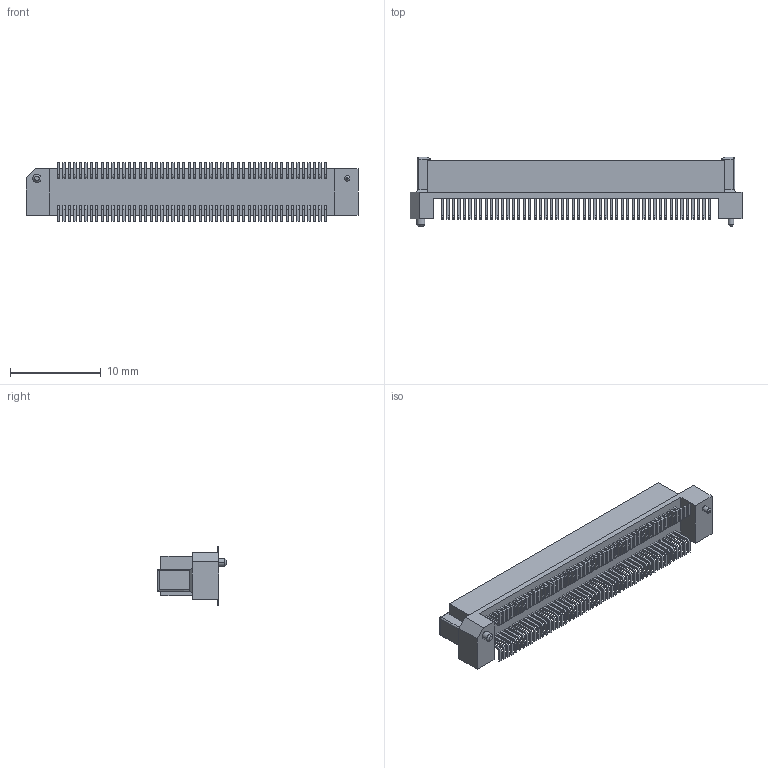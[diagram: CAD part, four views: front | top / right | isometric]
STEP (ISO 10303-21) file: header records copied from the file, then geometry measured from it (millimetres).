
FILE_DESCRIPTION(('OneSpaceDesigner STEP Export'),'2;1');
FILE_NAME('FX8C-100P-SV2.stp','2007-03-20T18:07:22',(''),(''),'OneSpace Designer STEP processor (Jan. 2003) for AP214(CD)(Solid Model)','OneSpace Designer 12.00 10-Sep-2003 (C) CoCreate Software GmbH','');
FILE_SCHEMA(('AUTOMOTIVE_DESIGN_CC2 {1 2 10303 214 -1 1 5 1}'));
Length unit declared in the file: millimetre
Products named in the file (2): FX8C-100P-SV2
Assembly tree (1 placements, depth 2):
  FX8C-100P-SV2
    FX8C-100P-SV2
Bounding box: 36.6 x 7.65 x 6.5 mm (x, y, z)
Volume: 368.8 mm3; surface area: 1335.8 mm2
Topology: 1 solids, 1 shells, 968 faces, 2574 edges, 1707 vertices
Faces by surface type: plane 744, cylinder 212, extrusion 4, bspline 4, cone 4
Entity records: 37005 total; most frequent: CARTESIAN_POINT 5346, ORIENTED_EDGE 5140, DIRECTION 4863, EDGE_CURVE 2570, VECTOR 2135, LINE 2131, VERTEX_POINT 1707, AXIS2_PLACEMENT_3D 1364
